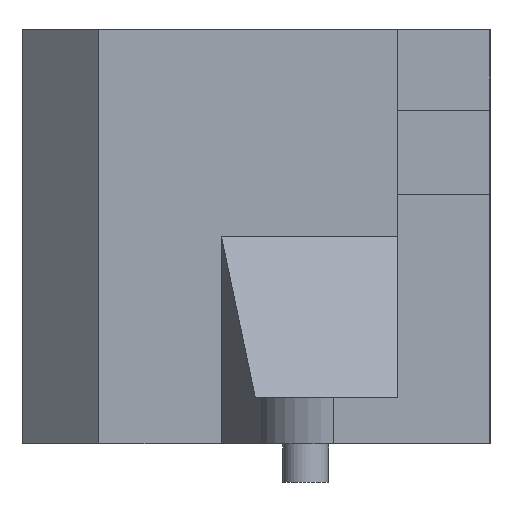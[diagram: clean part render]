
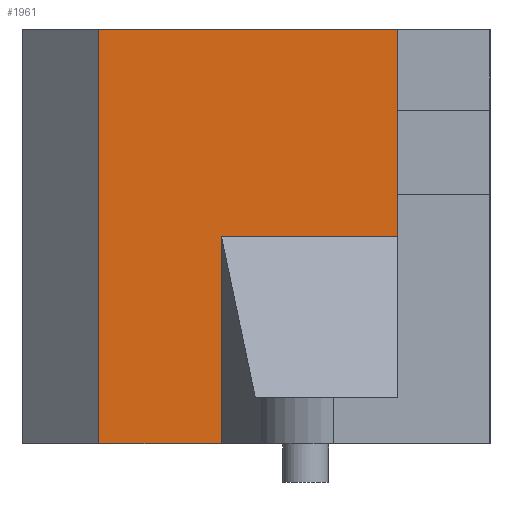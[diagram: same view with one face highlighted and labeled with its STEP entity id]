
A CAD part, left-side view. The second image highlights one B-rep face of the part: STEP entity #1961.
In plain terms, the highlighted planar face has unit normal (-1, 0, 0).
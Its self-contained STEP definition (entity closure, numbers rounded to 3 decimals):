
#947=CARTESIAN_POINT('',(-37.5,6.,13.5));
#948=VERTEX_POINT('',#947);
#955=CARTESIAN_POINT('',(-37.5,6.,0.0));
#956=VERTEX_POINT('',#955);
#957=CARTESIAN_POINT('',(-37.5,6.,13.5));
#958=DIRECTION('',(0.0,0.0,-1.0));
#959=VECTOR('',#958,13.5);
#960=LINE('',#957,#959);
#961=EDGE_CURVE('',#948,#956,#960,.T.);
#1326=CARTESIAN_POINT('',(-37.5,17.5,-13.5));
#1327=VERTEX_POINT('',#1326);
#1334=CARTESIAN_POINT('',(-37.5,25.5,-13.5));
#1335=VERTEX_POINT('',#1334);
#1336=CARTESIAN_POINT('',(-37.5,25.5,-13.5));
#1337=DIRECTION('',(0.0,-1.0,0.0));
#1338=VECTOR('',#1337,8.);
#1339=LINE('',#1336,#1338);
#1340=EDGE_CURVE('',#1335,#1327,#1339,.T.);
#1437=CARTESIAN_POINT('',(-37.5,17.5,0.0));
#1438=VERTEX_POINT('',#1437);
#1445=CARTESIAN_POINT('',(-37.5,17.5,-13.5));
#1446=DIRECTION('',(0.0,0.0,1.0));
#1447=VECTOR('',#1446,13.5);
#1448=LINE('',#1445,#1447);
#1449=EDGE_CURVE('',#1327,#1438,#1448,.T.);
#1486=CARTESIAN_POINT('',(-37.5,17.5,0.0));
#1487=DIRECTION('',(0.0,-1.0,0.0));
#1488=VECTOR('',#1487,11.5);
#1489=LINE('',#1486,#1488);
#1490=EDGE_CURVE('',#1438,#956,#1489,.T.);
#1549=CARTESIAN_POINT('',(-37.5,25.5,13.5));
#1550=VERTEX_POINT('',#1549);
#1551=CARTESIAN_POINT('',(-37.5,6.,13.5));
#1552=DIRECTION('',(0.0,1.0,0.0));
#1553=VECTOR('',#1552,19.5);
#1554=LINE('',#1551,#1553);
#1555=EDGE_CURVE('',#948,#1550,#1554,.T.);
#1702=CARTESIAN_POINT('',(-37.5,25.5,13.5));
#1703=DIRECTION('',(0.0,0.0,-1.0));
#1704=VECTOR('',#1703,27.0);
#1705=LINE('',#1702,#1704);
#1706=EDGE_CURVE('',#1550,#1335,#1705,.T.);
#1948=CARTESIAN_POINT('',(-37.5,17.5,0.0));
#1949=DIRECTION('',(-1.0,0.0,0.0));
#1950=DIRECTION('',(0.0,0.0,1.0));
#1951=AXIS2_PLACEMENT_3D('',#1948,#1949,#1950);
#1952=PLANE('',#1951);
#1953=ORIENTED_EDGE('',*,*,#1706,.T.);
#1954=ORIENTED_EDGE('',*,*,#1340,.T.);
#1955=ORIENTED_EDGE('',*,*,#1449,.T.);
#1956=ORIENTED_EDGE('',*,*,#1490,.T.);
#1957=ORIENTED_EDGE('',*,*,#961,.F.);
#1958=ORIENTED_EDGE('',*,*,#1555,.T.);
#1959=EDGE_LOOP('',(#1953,#1954,#1955,#1956,#1957,#1958));
#1960=FACE_OUTER_BOUND('',#1959,.T.);
#1961=ADVANCED_FACE('',(#1960),#1952,.T.);
